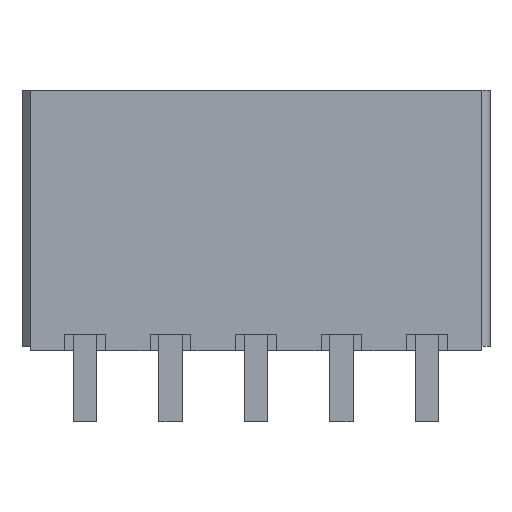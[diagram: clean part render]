
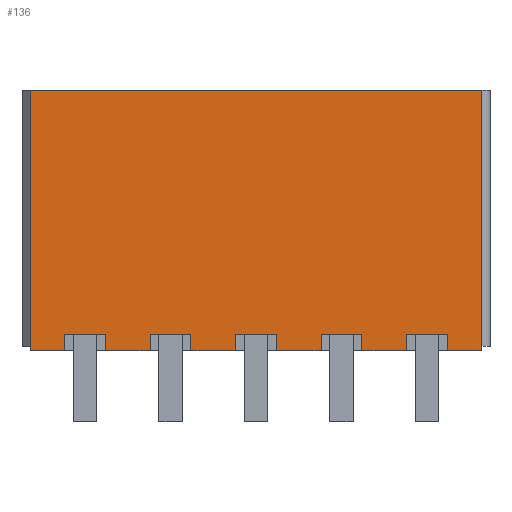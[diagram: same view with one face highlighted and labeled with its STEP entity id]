
A CAD part, top view. The second image highlights one B-rep face of the part: STEP entity #136.
In plain terms, the highlighted planar face has unit normal (0, 0, 1).
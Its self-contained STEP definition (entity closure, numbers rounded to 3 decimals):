
#136=ADVANCED_FACE('',(#520),#521,.T.);
#520=FACE_OUTER_BOUND('',#1142,.T.);
#521=PLANE('',#1143);
#1142=EDGE_LOOP('',(#2283,#2284,#2285,#2286,#2287,#2288,#2289,#2290,#2291,#2292,#2293,#2294,#2295,#2296,#2297,#2298,#2299,#2300,#2301,#2302,#2303,#2304,#2305,#2306));
#1143=AXIS2_PLACEMENT_3D('',#2307,#2308,#2309);
#2283=ORIENTED_EDGE('',*,*,#4361,.F.);
#2284=ORIENTED_EDGE('',*,*,#4246,.T.);
#2285=ORIENTED_EDGE('',*,*,#4362,.T.);
#2286=ORIENTED_EDGE('',*,*,#4363,.T.);
#2287=ORIENTED_EDGE('',*,*,#4364,.F.);
#2288=ORIENTED_EDGE('',*,*,#4240,.T.);
#2289=ORIENTED_EDGE('',*,*,#4365,.T.);
#2290=ORIENTED_EDGE('',*,*,#4366,.T.);
#2291=ORIENTED_EDGE('',*,*,#4367,.F.);
#2292=ORIENTED_EDGE('',*,*,#4234,.T.);
#2293=ORIENTED_EDGE('',*,*,#4368,.T.);
#2294=ORIENTED_EDGE('',*,*,#4369,.T.);
#2295=ORIENTED_EDGE('',*,*,#4370,.F.);
#2296=ORIENTED_EDGE('',*,*,#4228,.T.);
#2297=ORIENTED_EDGE('',*,*,#4371,.T.);
#2298=ORIENTED_EDGE('',*,*,#4166,.T.);
#2299=ORIENTED_EDGE('',*,*,#4372,.F.);
#2300=ORIENTED_EDGE('',*,*,#4223,.T.);
#2301=ORIENTED_EDGE('',*,*,#4298,.F.);
#2302=ORIENTED_EDGE('',*,*,#4301,.F.);
#2303=ORIENTED_EDGE('',*,*,#4029,.T.);
#2304=ORIENTED_EDGE('',*,*,#4248,.T.);
#2305=ORIENTED_EDGE('',*,*,#4373,.T.);
#2306=ORIENTED_EDGE('',*,*,#4211,.T.);
#2307=CARTESIAN_POINT('',(-11.1,12.8,4.8));
#2308=DIRECTION('',(0.0,0.0,1.0));
#2309=DIRECTION('',(1.0,0.0,0.0));
#4029=EDGE_CURVE('',#4857,#4855,#4858,.T.);
#4166=EDGE_CURVE('',#5105,#5108,#5110,.T.);
#4211=EDGE_CURVE('',#5190,#5193,#5195,.T.);
#4223=EDGE_CURVE('',#5212,#5214,#5216,.T.);
#4228=EDGE_CURVE('',#5224,#5222,#5225,.T.);
#4234=EDGE_CURVE('',#5234,#5232,#5235,.T.);
#4240=EDGE_CURVE('',#5244,#5242,#5245,.T.);
#4246=EDGE_CURVE('',#5254,#5252,#5255,.T.);
#4248=EDGE_CURVE('',#4855,#5257,#5258,.T.);
#4298=EDGE_CURVE('',#5328,#5214,#5330,.T.);
#4301=EDGE_CURVE('',#4857,#5328,#5333,.T.);
#4361=EDGE_CURVE('',#5254,#5193,#5447,.T.);
#4362=EDGE_CURVE('',#5252,#5448,#5449,.T.);
#4363=EDGE_CURVE('',#5448,#5450,#5451,.T.);
#4364=EDGE_CURVE('',#5244,#5450,#5452,.T.);
#4365=EDGE_CURVE('',#5242,#5453,#5454,.T.);
#4366=EDGE_CURVE('',#5453,#5455,#5456,.T.);
#4367=EDGE_CURVE('',#5234,#5455,#5457,.T.);
#4368=EDGE_CURVE('',#5232,#5458,#5459,.T.);
#4369=EDGE_CURVE('',#5458,#5460,#5461,.T.);
#4370=EDGE_CURVE('',#5224,#5460,#5462,.T.);
#4371=EDGE_CURVE('',#5222,#5105,#5463,.T.);
#4372=EDGE_CURVE('',#5212,#5108,#5464,.T.);
#4373=EDGE_CURVE('',#5257,#5190,#5465,.T.);
#4855=VERTEX_POINT('',#6125);
#4857=VERTEX_POINT('',#6128);
#4858=LINE('',#6129,#6130);
#5105=VERTEX_POINT('',#6509);
#5108=VERTEX_POINT('',#6514);
#5110=LINE('',#6517,#6518);
#5190=VERTEX_POINT('',#6639);
#5193=VERTEX_POINT('',#6644);
#5195=LINE('',#6647,#6648);
#5212=VERTEX_POINT('',#6674);
#5214=VERTEX_POINT('',#6677);
#5216=LINE('',#6680,#6681);
#5222=VERTEX_POINT('',#6690);
#5224=VERTEX_POINT('',#6693);
#5225=LINE('',#6694,#6695);
#5232=VERTEX_POINT('',#6706);
#5234=VERTEX_POINT('',#6709);
#5235=LINE('',#6710,#6711);
#5242=VERTEX_POINT('',#6722);
#5244=VERTEX_POINT('',#6725);
#5245=LINE('',#6726,#6727);
#5252=VERTEX_POINT('',#6738);
#5254=VERTEX_POINT('',#6741);
#5255=LINE('',#6742,#6743);
#5257=VERTEX_POINT('',#6746);
#5258=LINE('',#6747,#6748);
#5328=VERTEX_POINT('',#6866);
#5330=LINE('',#6869,#6870);
#5333=LINE('',#6874,#6875);
#5447=LINE('',#7048,#7049);
#5448=VERTEX_POINT('',#7050);
#5449=LINE('',#7051,#7052);
#5450=VERTEX_POINT('',#7053);
#5451=LINE('',#7054,#7055);
#5452=LINE('',#7056,#7057);
#5453=VERTEX_POINT('',#7058);
#5454=LINE('',#7059,#7060);
#5455=VERTEX_POINT('',#7061);
#5456=LINE('',#7062,#7063);
#5457=LINE('',#7064,#7065);
#5458=VERTEX_POINT('',#7066);
#5459=LINE('',#7067,#7068);
#5460=VERTEX_POINT('',#7069);
#5461=LINE('',#7070,#7071);
#5462=LINE('',#7072,#7073);
#5463=LINE('',#7074,#7075);
#5464=LINE('',#7076,#7077);
#5465=LINE('',#7078,#7079);
#6125=CARTESIAN_POINT('',(-11.1,0.0,4.8));
#6128=CARTESIAN_POINT('',(-11.1,12.8,4.8));
#6129=CARTESIAN_POINT('',(-11.1,12.8,4.8));
#6130=VECTOR('',#8141,12.8);
#6509=CARTESIAN_POINT('',(7.4,0.8,4.8));
#6514=CARTESIAN_POINT('',(9.4,0.8,4.8));
#6517=CARTESIAN_POINT('',(7.4,0.8,4.8));
#6518=VECTOR('',#8280,2.0);
#6639=CARTESIAN_POINT('',(-9.4,0.8,4.8));
#6644=CARTESIAN_POINT('',(-7.4,0.8,4.8));
#6647=CARTESIAN_POINT('',(-9.4,0.8,4.8));
#6648=VECTOR('',#8325,2.0);
#6674=CARTESIAN_POINT('',(9.4,0.0,4.8));
#6677=CARTESIAN_POINT('',(11.1,0.0,4.8));
#6680=CARTESIAN_POINT('',(9.4,0.0,4.8));
#6681=VECTOR('',#8337,1.7);
#6690=CARTESIAN_POINT('',(7.4,0.0,4.8));
#6693=CARTESIAN_POINT('',(5.2,0.0,4.8));
#6694=CARTESIAN_POINT('',(5.2,0.0,4.8));
#6695=VECTOR('',#8342,2.2);
#6706=CARTESIAN_POINT('',(3.2,0.0,4.8));
#6709=CARTESIAN_POINT('',(1.0,0.0,4.8));
#6710=CARTESIAN_POINT('',(1.0,0.0,4.8));
#6711=VECTOR('',#8348,2.2);
#6722=CARTESIAN_POINT('',(-1.0,0.0,4.8));
#6725=CARTESIAN_POINT('',(-3.2,0.0,4.8));
#6726=CARTESIAN_POINT('',(-3.2,0.0,4.8));
#6727=VECTOR('',#8354,2.2);
#6738=CARTESIAN_POINT('',(-5.2,0.0,4.8));
#6741=CARTESIAN_POINT('',(-7.4,0.0,4.8));
#6742=CARTESIAN_POINT('',(-7.4,0.0,4.8));
#6743=VECTOR('',#8360,2.2);
#6746=CARTESIAN_POINT('',(-9.4,0.0,4.8));
#6747=CARTESIAN_POINT('',(-11.1,0.0,4.8));
#6748=VECTOR('',#8362,1.7);
#6866=CARTESIAN_POINT('',(11.1,12.8,4.8));
#6869=CARTESIAN_POINT('',(11.1,12.8,4.8));
#6870=VECTOR('',#8412,12.8);
#6874=CARTESIAN_POINT('',(-11.1,12.8,4.8));
#6875=VECTOR('',#8417,22.2);
#7048=CARTESIAN_POINT('',(-7.4,0.0,4.8));
#7049=VECTOR('',#8477,0.8);
#7050=CARTESIAN_POINT('',(-5.2,0.8,4.8));
#7051=CARTESIAN_POINT('',(-5.2,0.0,4.8));
#7052=VECTOR('',#8478,0.8);
#7053=CARTESIAN_POINT('',(-3.2,0.8,4.8));
#7054=CARTESIAN_POINT('',(-5.2,0.8,4.8));
#7055=VECTOR('',#8479,2.0);
#7056=CARTESIAN_POINT('',(-3.2,0.0,4.8));
#7057=VECTOR('',#8480,0.8);
#7058=CARTESIAN_POINT('',(-1.0,0.8,4.8));
#7059=CARTESIAN_POINT('',(-1.0,0.0,4.8));
#7060=VECTOR('',#8481,0.8);
#7061=CARTESIAN_POINT('',(1.0,0.8,4.8));
#7062=CARTESIAN_POINT('',(-1.0,0.8,4.8));
#7063=VECTOR('',#8482,2.0);
#7064=CARTESIAN_POINT('',(1.0,0.0,4.8));
#7065=VECTOR('',#8483,0.8);
#7066=CARTESIAN_POINT('',(3.2,0.8,4.8));
#7067=CARTESIAN_POINT('',(3.2,0.0,4.8));
#7068=VECTOR('',#8484,0.8);
#7069=CARTESIAN_POINT('',(5.2,0.8,4.8));
#7070=CARTESIAN_POINT('',(3.2,0.8,4.8));
#7071=VECTOR('',#8485,2.0);
#7072=CARTESIAN_POINT('',(5.2,0.0,4.8));
#7073=VECTOR('',#8486,0.8);
#7074=CARTESIAN_POINT('',(7.4,0.0,4.8));
#7075=VECTOR('',#8487,0.8);
#7076=CARTESIAN_POINT('',(9.4,0.0,4.8));
#7077=VECTOR('',#8488,0.8);
#7078=CARTESIAN_POINT('',(-9.4,0.0,4.8));
#7079=VECTOR('',#8489,0.8);
#8141=DIRECTION('',(0.0,-1.0,0.0));
#8280=DIRECTION('',(1.0,0.0,0.0));
#8325=DIRECTION('',(1.0,0.0,0.0));
#8337=DIRECTION('',(1.0,0.0,0.0));
#8342=DIRECTION('',(1.0,0.0,0.0));
#8348=DIRECTION('',(1.0,0.0,0.0));
#8354=DIRECTION('',(1.0,0.0,0.0));
#8360=DIRECTION('',(1.0,0.0,0.0));
#8362=DIRECTION('',(1.0,0.0,0.0));
#8412=DIRECTION('',(0.0,-1.0,0.0));
#8417=DIRECTION('',(1.0,0.0,0.0));
#8477=DIRECTION('',(0.0,1.0,0.0));
#8478=DIRECTION('',(0.0,1.0,0.0));
#8479=DIRECTION('',(1.0,0.0,0.0));
#8480=DIRECTION('',(0.0,1.0,0.0));
#8481=DIRECTION('',(0.0,1.0,0.0));
#8482=DIRECTION('',(1.0,0.0,0.0));
#8483=DIRECTION('',(0.0,1.0,0.0));
#8484=DIRECTION('',(0.0,1.0,0.0));
#8485=DIRECTION('',(1.0,0.0,0.0));
#8486=DIRECTION('',(0.0,1.0,0.0));
#8487=DIRECTION('',(0.0,1.0,0.0));
#8488=DIRECTION('',(0.0,1.0,0.0));
#8489=DIRECTION('',(0.0,1.0,0.0));
